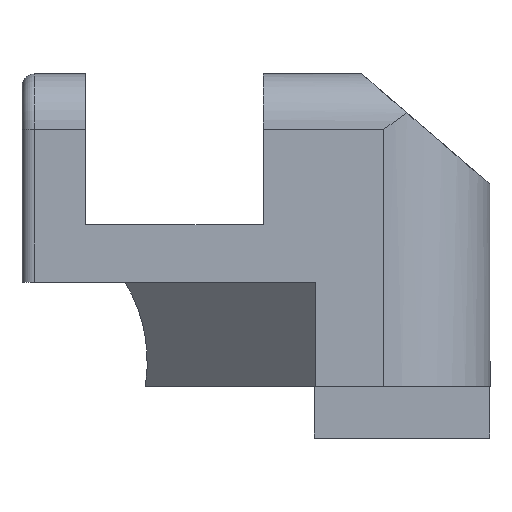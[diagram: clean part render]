
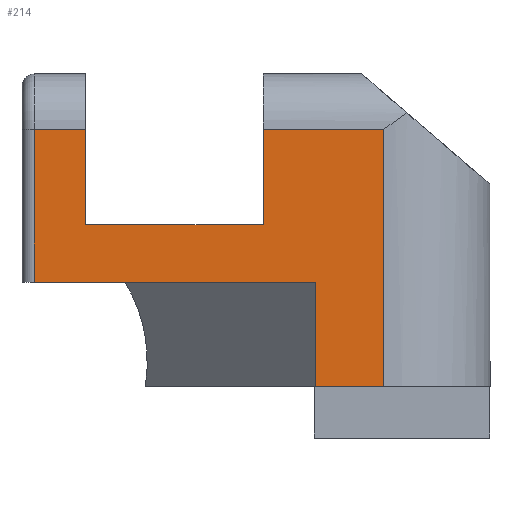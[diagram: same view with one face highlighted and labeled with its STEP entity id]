
A CAD part, front view. The second image highlights one B-rep face of the part: STEP entity #214.
In plain terms, the highlighted planar face has unit normal (0, -1, 0).
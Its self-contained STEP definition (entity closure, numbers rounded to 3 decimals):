
#19 = ORIENTED_EDGE ( 'NONE', *, *, #522, .T. ) ;
#29 = ORIENTED_EDGE ( 'NONE', *, *, #172, .T. ) ;
#30 = ORIENTED_EDGE ( 'NONE', *, *, #486, .T. ) ;
#39 = ORIENTED_EDGE ( 'NONE', *, *, #491, .T. ) ;
#69 = ORIENTED_EDGE ( 'NONE', *, *, #476, .T. ) ;
#78 = ORIENTED_EDGE ( 'NONE', *, *, #496, .T. ) ;
#82 = ORIENTED_EDGE ( 'NONE', *, *, #507, .F. ) ;
#105 = EDGE_LOOP ( 'NONE', ( #157, #29, #69, #78, #39, #82, #142, #131, #30, #19 ) ) ;
#131 = ORIENTED_EDGE ( 'NONE', *, *, #481, .T. ) ;
#142 = ORIENTED_EDGE ( 'NONE', *, *, #505, .T. ) ;
#157 = ORIENTED_EDGE ( 'NONE', *, *, #170, .F. ) ;
#170 = EDGE_CURVE ( 'NONE', #1611, #1614, #651, .T. ) ;
#172 = EDGE_CURVE ( 'NONE', #1611, #1604, #681, .T. ) ;
#214 = ADVANCED_FACE ( 'NONE', ( #712 ), #1185, .T. ) ;
#476 = EDGE_CURVE ( 'NONE', #1604, #1607, #1419, .T. ) ;
#481 = EDGE_CURVE ( 'NONE', #1570, #1567, #1412, .T. ) ;
#486 = EDGE_CURVE ( 'NONE', #1567, #1573, #1399, .T. ) ;
#491 = EDGE_CURVE ( 'NONE', #1534, #1533, #1403, .T. ) ;
#496 = EDGE_CURVE ( 'NONE', #1607, #1534, #1463, .T. ) ;
#505 = EDGE_CURVE ( 'NONE', #1535, #1570, #1456, .T. ) ;
#507 = EDGE_CURVE ( 'NONE', #1535, #1533, #1460, .T. ) ;
#522 = EDGE_CURVE ( 'NONE', #1573, #1614, #1437, .T. ) ;
#584 = AXIS2_PLACEMENT_3D ( 'NONE', #1186, #1179, #1195 ) ;
#651 = LINE ( 'NONE', #1021, #691 ) ;
#681 = LINE ( 'NONE', #1052, #682 ) ;
#682 = VECTOR ( 'NONE', #1053, 1000. ) ;
#691 = VECTOR ( 'NONE', #1046, 1000. ) ;
#712 = FACE_OUTER_BOUND ( 'NONE', #105, .T. ) ;
#793 = CARTESIAN_POINT ( 'NONE',  ( 65.2, -26.5, 26.1 ) ) ;
#794 = DIRECTION ( 'NONE',  ( -1., 0., 0. ) ) ;
#795 = DIRECTION ( 'NONE',  ( 0., 0., 1. ) ) ;
#798 = DIRECTION ( 'NONE',  ( 0., 0., 1. ) ) ;
#801 = CARTESIAN_POINT ( 'NONE',  ( 79.9, -26.5, 44.5 ) ) ;
#809 = CARTESIAN_POINT ( 'NONE',  ( 65.2, -26.5, 26.1 ) ) ;
#831 = CARTESIAN_POINT ( 'NONE',  ( 37.2, -26.5, 44.5 ) ) ;
#861 = DIRECTION ( 'NONE',  ( 0., 0., -1. ) ) ;
#879 = CARTESIAN_POINT ( 'NONE',  ( 43.45, -26.5, 26.1 ) ) ;
#881 = CARTESIAN_POINT ( 'NONE',  ( 79.9, -26.5, 37.715 ) ) ;
#884 = CARTESIAN_POINT ( 'NONE',  ( 37.2, -26.5, 37.715 ) ) ;
#908 = CARTESIAN_POINT ( 'NONE',  ( 43.45, -26.5, 37.715 ) ) ;
#919 = CARTESIAN_POINT ( 'NONE',  ( 65.2, -26.5, 26.1 ) ) ;
#920 = CARTESIAN_POINT ( 'NONE',  ( 65.2, -26.5, 37.715 ) ) ;
#934 = CARTESIAN_POINT ( 'NONE',  ( 71.542, -26.5, 19.05 ) ) ;
#945 = CARTESIAN_POINT ( 'NONE',  ( 79.9, -26.5, 6.3 ) ) ;
#950 = CARTESIAN_POINT ( 'NONE',  ( 71.542, -26.5, 6.3 ) ) ;
#951 = CARTESIAN_POINT ( 'NONE',  ( 37.2, -26.5, 19.05 ) ) ;
#1021 = CARTESIAN_POINT ( 'NONE',  ( 13.772, -26.5, 19.05 ) ) ;
#1046 = DIRECTION ( 'NONE',  ( -1., 0., 0. ) ) ;
#1052 = CARTESIAN_POINT ( 'NONE',  ( 71.542, -26.5, 19.05 ) ) ;
#1053 = DIRECTION ( 'NONE',  ( 0., 0., -1. ) ) ;
#1179 = DIRECTION ( 'NONE',  ( 0., -1., 0. ) ) ;
#1185 = PLANE ( 'NONE',  #584 ) ;
#1186 = CARTESIAN_POINT ( 'NONE',  ( 92.9, -26.5, 44.5 ) ) ;
#1195 = DIRECTION ( 'NONE',  ( 1., 0., 0. ) ) ;
#1313 = CARTESIAN_POINT ( 'NONE',  ( 92.9, -26.5, 6.3 ) ) ;
#1352 = DIRECTION ( 'NONE',  ( -1., 0., 0. ) ) ;
#1353 = CARTESIAN_POINT ( 'NONE',  ( 43.45, -26.5, 26.1 ) ) ;
#1355 = DIRECTION ( 'NONE',  ( 0., 0., 1. ) ) ;
#1362 = DIRECTION ( 'NONE',  ( -1., 0., 0. ) ) ;
#1370 = CARTESIAN_POINT ( 'NONE',  ( 35.7, -26.5, 37.715 ) ) ;
#1372 = DIRECTION ( 'NONE',  ( 1., 0., 0. ) ) ;
#1381 = CARTESIAN_POINT ( 'NONE',  ( 65.2, -26.5, 37.715 ) ) ;
#1390 = VECTOR ( 'NONE', #1362, 1000. ) ;
#1399 = LINE ( 'NONE', #1370, #1390 ) ;
#1403 = LINE ( 'NONE', #1381, #1405 ) ;
#1405 = VECTOR ( 'NONE', #1352, 1000. ) ;
#1412 = LINE ( 'NONE', #1353, #1425 ) ;
#1416 = VECTOR ( 'NONE', #1372, 1000. ) ;
#1419 = LINE ( 'NONE', #1313, #1416 ) ;
#1425 = VECTOR ( 'NONE', #1355, 1000. ) ;
#1434 = VECTOR ( 'NONE', #798, 1000. ) ;
#1437 = LINE ( 'NONE', #831, #1440 ) ;
#1440 = VECTOR ( 'NONE', #861, 1000. ) ;
#1441 = VECTOR ( 'NONE', #794, 1000. ) ;
#1456 = LINE ( 'NONE', #793, #1441 ) ;
#1460 = LINE ( 'NONE', #809, #1476 ) ;
#1463 = LINE ( 'NONE', #801, #1434 ) ;
#1476 = VECTOR ( 'NONE', #795, 1000. ) ;
#1533 = VERTEX_POINT ( 'NONE', #920 ) ;
#1534 = VERTEX_POINT ( 'NONE', #881 ) ;
#1535 = VERTEX_POINT ( 'NONE', #919 ) ;
#1567 = VERTEX_POINT ( 'NONE', #908 ) ;
#1570 = VERTEX_POINT ( 'NONE', #879 ) ;
#1573 = VERTEX_POINT ( 'NONE', #884 ) ;
#1604 = VERTEX_POINT ( 'NONE', #950 ) ;
#1607 = VERTEX_POINT ( 'NONE', #945 ) ;
#1611 = VERTEX_POINT ( 'NONE', #934 ) ;
#1614 = VERTEX_POINT ( 'NONE', #951 ) ;
